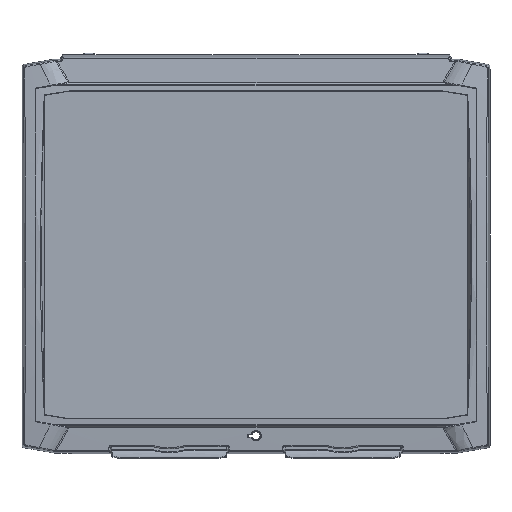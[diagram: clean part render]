
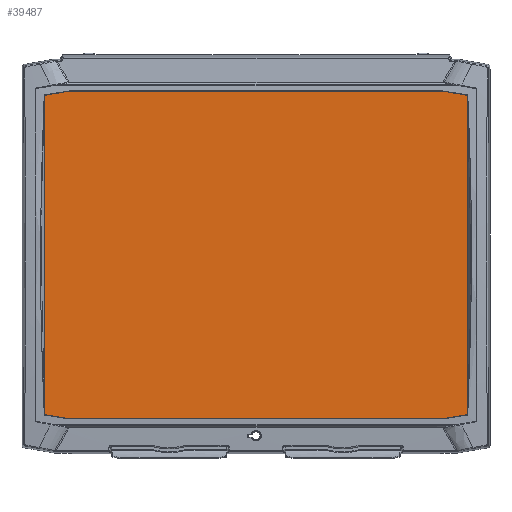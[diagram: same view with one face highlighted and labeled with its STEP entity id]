
A CAD part, top view. The second image highlights one B-rep face of the part: STEP entity #39487.
In plain terms, the highlighted planar face has unit normal (0, 0, 1).
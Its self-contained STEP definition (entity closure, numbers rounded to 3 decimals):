
#897=PLANE('',#42465);
#2029=LINE('',#76376,#5776);
#2034=LINE('',#76419,#5781);
#2083=LINE('',#78221,#5830);
#2084=LINE('',#78303,#5831);
#2087=LINE('',#78392,#5834);
#2088=LINE('',#78474,#5835);
#3144=LINE('',#83521,#6891);
#3145=LINE('',#83522,#6892);
#5776=VECTOR('',#46614,275.418);
#5781=VECTOR('',#46627,275.418);
#5830=VECTOR('',#46924,21.832);
#5831=VECTOR('',#46931,21.832);
#5834=VECTOR('',#46940,21.832);
#5835=VECTOR('',#46947,21.832);
#6891=VECTOR('',#49349,322.);
#6892=VECTOR('',#49350,322.);
#11029=FACE_OUTER_BOUND('',#13374,.T.);
#13374=EDGE_LOOP('',(#31193,#31194,#31195,#31196,#31197,#31198,#31199,#31200));
#17149=VERTEX_POINT('',#76373);
#17150=VERTEX_POINT('',#76375);
#17157=VERTEX_POINT('',#76416);
#17158=VERTEX_POINT('',#76418);
#17253=VERTEX_POINT('',#78219);
#17255=VERTEX_POINT('',#78302);
#17257=VERTEX_POINT('',#78390);
#17259=VERTEX_POINT('',#78473);
#21261=EDGE_CURVE('',#17150,#17149,#2029,.T.);
#21270=EDGE_CURVE('',#17158,#17157,#2034,.T.);
#21431=EDGE_CURVE('',#17149,#17253,#2083,.T.);
#21435=EDGE_CURVE('',#17255,#17150,#2084,.T.);
#21441=EDGE_CURVE('',#17157,#17257,#2087,.T.);
#21445=EDGE_CURVE('',#17259,#17158,#2088,.T.);
#22766=EDGE_CURVE('',#17253,#17259,#3144,.T.);
#22767=EDGE_CURVE('',#17257,#17255,#3145,.T.);
#31193=ORIENTED_EDGE('',*,*,#21261,.T.);
#31194=ORIENTED_EDGE('',*,*,#21431,.T.);
#31195=ORIENTED_EDGE('',*,*,#22766,.T.);
#31196=ORIENTED_EDGE('',*,*,#21445,.T.);
#31197=ORIENTED_EDGE('',*,*,#21270,.T.);
#31198=ORIENTED_EDGE('',*,*,#21441,.T.);
#31199=ORIENTED_EDGE('',*,*,#22767,.T.);
#31200=ORIENTED_EDGE('',*,*,#21435,.T.);
#39487=ADVANCED_FACE('',(#11029),#897,.T.);
#42465=AXIS2_PLACEMENT_3D('',#83520,#49347,#49348);
#46614=DIRECTION('',(0.,1.,0.));
#46627=DIRECTION('',(0.,-1.,0.));
#46924=DIRECTION('',(-0.985,0.174,0.));
#46931=DIRECTION('',(0.985,0.174,0.));
#46940=DIRECTION('',(0.985,-0.174,0.));
#46947=DIRECTION('',(-0.985,-0.174,0.));
#49347=DIRECTION('center_axis',(0.,0.,1.));
#49348=DIRECTION('ref_axis',(1.,0.,0.));
#49349=DIRECTION('',(-1.,0.,0.));
#49350=DIRECTION('',(1.,0.,0.));
#76373=CARTESIAN_POINT('',(182.5,137.709,16.2));
#76375=CARTESIAN_POINT('',(182.5,-137.709,16.2));
#76376=CARTESIAN_POINT('',(182.5,-137.709,16.2));
#76416=CARTESIAN_POINT('',(-182.5,-137.709,16.2));
#76418=CARTESIAN_POINT('',(-182.5,137.709,16.2));
#76419=CARTESIAN_POINT('',(-182.5,137.709,16.2));
#78219=CARTESIAN_POINT('',(161.,141.5,16.2));
#78221=CARTESIAN_POINT('',(182.5,137.709,16.2));
#78302=CARTESIAN_POINT('',(161.,-141.5,16.2));
#78303=CARTESIAN_POINT('',(161.,-141.5,16.2));
#78390=CARTESIAN_POINT('',(-161.,-141.5,16.2));
#78392=CARTESIAN_POINT('',(-182.5,-137.709,16.2));
#78473=CARTESIAN_POINT('',(-161.,141.5,16.2));
#78474=CARTESIAN_POINT('',(-161.,141.5,16.2));
#83520=CARTESIAN_POINT('Origin',(0.,0.,16.2));
#83521=CARTESIAN_POINT('',(161.,141.5,16.2));
#83522=CARTESIAN_POINT('',(-161.,-141.5,16.2));
